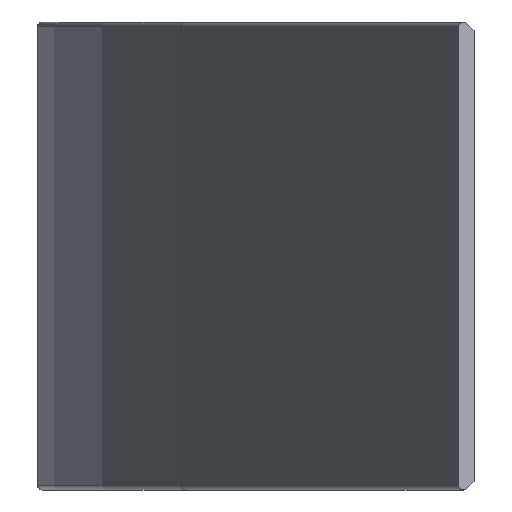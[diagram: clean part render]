
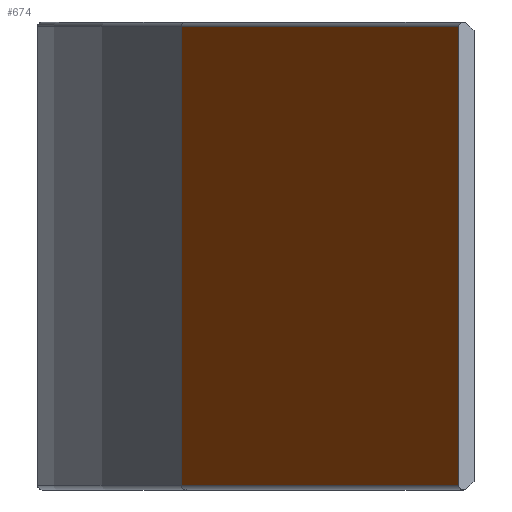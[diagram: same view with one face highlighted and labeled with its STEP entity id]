
A CAD part, left-side view. The second image highlights one B-rep face of the part: STEP entity #674.
In plain terms, the highlighted planar face has unit normal (-0.445, 0.895, 0).
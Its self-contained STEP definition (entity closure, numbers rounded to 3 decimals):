
#15 = ORIENTED_EDGE ( 'NONE', *, *, #131, .F. ) ;
#43 = LINE ( 'NONE', #181, #73 ) ;
#44 = CARTESIAN_POINT ( 'NONE',  ( -39.179, 18.801, 14.7 ) ) ;
#52 = LINE ( 'NONE', #596, #509 ) ;
#59 = ORIENTED_EDGE ( 'NONE', *, *, #378, .T. ) ;
#66 = CARTESIAN_POINT ( 'NONE',  ( -75., 1., 14.7 ) ) ;
#73 = VECTOR ( 'NONE', #118, 1000. ) ;
#77 = VECTOR ( 'NONE', #721, 1000. ) ;
#106 = EDGE_LOOP ( 'NONE', ( #473, #15, #315, #59 ) ) ;
#118 = DIRECTION ( 'NONE',  ( 0.896, 0.445, 0. ) ) ;
#119 = CARTESIAN_POINT ( 'NONE',  ( -75., 1., -14.7 ) ) ;
#131 = EDGE_CURVE ( 'NONE', #325, #493, #52, .T. ) ;
#181 = CARTESIAN_POINT ( 'NONE',  ( -75., 1., 14.7 ) ) ;
#193 = DIRECTION ( 'NONE',  ( -0.896, -0.445, 0. ) ) ;
#205 = EDGE_CURVE ( 'NONE', #610, #325, #430, .T. ) ;
#221 = VECTOR ( 'NONE', #558, 1000. ) ;
#286 = CARTESIAN_POINT ( 'NONE',  ( -75., 1., -14.7 ) ) ;
#315 = ORIENTED_EDGE ( 'NONE', *, *, #205, .F. ) ;
#325 = VERTEX_POINT ( 'NONE', #613 ) ;
#330 = CARTESIAN_POINT ( 'NONE',  ( -75., 1., 14.7 ) ) ;
#374 = DIRECTION ( 'NONE',  ( -0.445, 0.896, 0. ) ) ;
#378 = EDGE_CURVE ( 'NONE', #610, #731, #676, .T. ) ;
#430 = LINE ( 'NONE', #119, #77 ) ;
#434 = FACE_OUTER_BOUND ( 'NONE', #106, .T. ) ;
#456 = AXIS2_PLACEMENT_3D ( 'NONE', #66, #374, #193 ) ;
#473 = ORIENTED_EDGE ( 'NONE', *, *, #608, .T. ) ;
#493 = VERTEX_POINT ( 'NONE', #44 ) ;
#509 = VECTOR ( 'NONE', #520, 1000. ) ;
#520 = DIRECTION ( 'NONE',  ( 0., 0., 1. ) ) ;
#558 = DIRECTION ( 'NONE',  ( 0., 0., 1. ) ) ;
#596 = CARTESIAN_POINT ( 'NONE',  ( -39.179, 18.801, 14.7 ) ) ;
#607 = PLANE ( 'NONE',  #456 ) ;
#608 = EDGE_CURVE ( 'NONE', #731, #493, #43, .T. ) ;
#610 = VERTEX_POINT ( 'NONE', #286 ) ;
#613 = CARTESIAN_POINT ( 'NONE',  ( -39.179, 18.801, -14.7 ) ) ;
#674 = ADVANCED_FACE ( 'NONE', ( #434 ), #607, .T. ) ;
#676 = LINE ( 'NONE', #330, #221 ) ;
#678 = CARTESIAN_POINT ( 'NONE',  ( -75., 1., 14.7 ) ) ;
#721 = DIRECTION ( 'NONE',  ( 0.896, 0.445, 0. ) ) ;
#731 = VERTEX_POINT ( 'NONE', #678 ) ;
